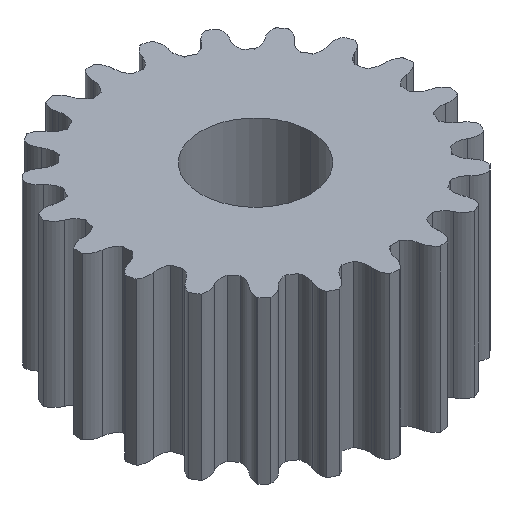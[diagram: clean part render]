
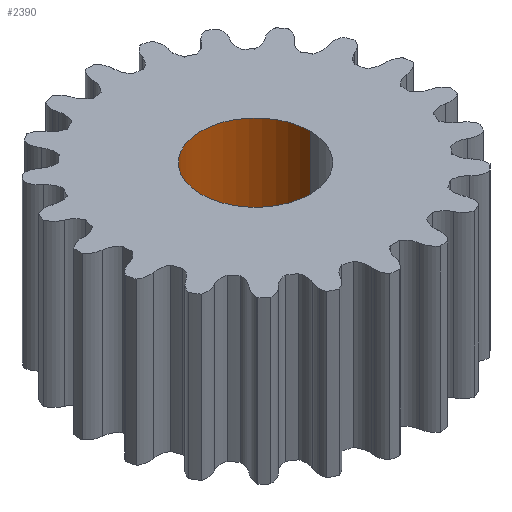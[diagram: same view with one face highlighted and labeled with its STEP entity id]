
A CAD part, isometric view. The second image highlights one B-rep face of the part: STEP entity #2390.
In plain terms, the highlighted cylindrical face has radius 3.05 mm (diameter 6.1 mm), a partial arc.
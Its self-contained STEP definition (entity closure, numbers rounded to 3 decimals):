
#256 = CARTESIAN_POINT ( 'NONE',  ( 3.05, -20.226, 40. ) ) ;
#396 = EDGE_CURVE ( 'NONE', #529, #1621, #3107, .T. ) ;
#447 = CARTESIAN_POINT ( 'NONE',  ( 3.05, -20.226, 31. ) ) ;
#529 = VERTEX_POINT ( 'NONE', #447 ) ;
#629 = DIRECTION ( 'NONE',  ( 0., 0., 1. ) ) ;
#658 = AXIS2_PLACEMENT_3D ( 'NONE', #2651, #4561, #4543 ) ;
#804 = VECTOR ( 'NONE', #4521, 1000. ) ;
#913 = CIRCLE ( 'NONE', #4314, 3.05 ) ;
#1040 = EDGE_LOOP ( 'NONE', ( #2045, #4145, #4140, #4751 ) ) ;
#1093 = CIRCLE ( 'NONE', #658, 3.05 ) ;
#1273 = CARTESIAN_POINT ( 'NONE',  ( -3.05, -20.226, 31. ) ) ;
#1482 = DIRECTION ( 'NONE',  ( 1., 0., 0. ) ) ;
#1621 = VERTEX_POINT ( 'NONE', #256 ) ;
#1782 = VERTEX_POINT ( 'NONE', #3001 ) ;
#1879 = CARTESIAN_POINT ( 'NONE',  ( -3.05, -20.226, 30. ) ) ;
#2045 = ORIENTED_EDGE ( 'NONE', *, *, #2673, .F. ) ;
#2219 = CARTESIAN_POINT ( 'NONE',  ( 0., -20.226, 31. ) ) ;
#2245 = EDGE_CURVE ( 'NONE', #1621, #1782, #1093, .T. ) ;
#2390 = ADVANCED_FACE ( 'NONE', ( #3615 ), #3319, .F. ) ;
#2405 = VECTOR ( 'NONE', #3285, 1000. ) ;
#2651 = CARTESIAN_POINT ( 'NONE',  ( 0., -20.226, 40. ) ) ;
#2673 = EDGE_CURVE ( 'NONE', #2870, #1782, #4867, .T. ) ;
#2709 = AXIS2_PLACEMENT_3D ( 'NONE', #3970, #629, #3582 ) ;
#2870 = VERTEX_POINT ( 'NONE', #1273 ) ;
#3001 = CARTESIAN_POINT ( 'NONE',  ( -3.05, -20.226, 40. ) ) ;
#3051 = EDGE_CURVE ( 'NONE', #529, #2870, #913, .T. ) ;
#3107 = LINE ( 'NONE', #3335, #2405 ) ;
#3285 = DIRECTION ( 'NONE',  ( 0., 0., 1. ) ) ;
#3319 = CYLINDRICAL_SURFACE ( 'NONE', #2709, 3.05 ) ;
#3335 = CARTESIAN_POINT ( 'NONE',  ( 3.05, -20.226, 30. ) ) ;
#3582 = DIRECTION ( 'NONE',  ( 1., 0., 0. ) ) ;
#3615 = FACE_OUTER_BOUND ( 'NONE', #1040, .T. ) ;
#3970 = CARTESIAN_POINT ( 'NONE',  ( 0., -20.226, 30. ) ) ;
#4140 = ORIENTED_EDGE ( 'NONE', *, *, #396, .T. ) ;
#4145 = ORIENTED_EDGE ( 'NONE', *, *, #3051, .F. ) ;
#4314 = AXIS2_PLACEMENT_3D ( 'NONE', #2219, #4839, #1482 ) ;
#4521 = DIRECTION ( 'NONE',  ( 0., 0., 1. ) ) ;
#4543 = DIRECTION ( 'NONE',  ( 1., 0., 0. ) ) ;
#4561 = DIRECTION ( 'NONE',  ( 0., 0., 1. ) ) ;
#4751 = ORIENTED_EDGE ( 'NONE', *, *, #2245, .T. ) ;
#4839 = DIRECTION ( 'NONE',  ( 0., 0., 1. ) ) ;
#4867 = LINE ( 'NONE', #1879, #804 ) ;
